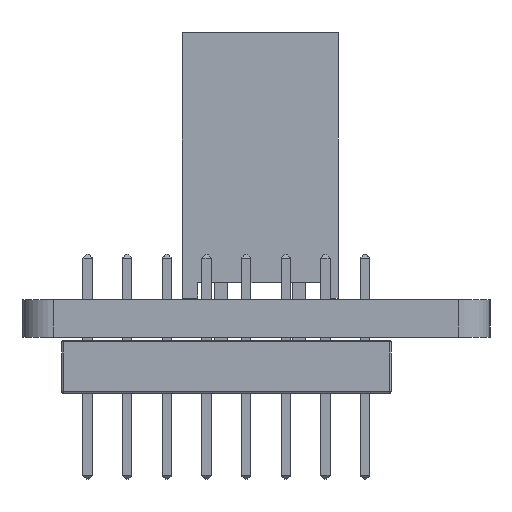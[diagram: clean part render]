
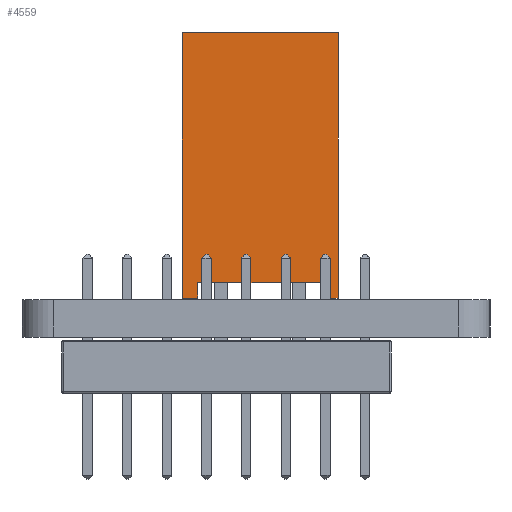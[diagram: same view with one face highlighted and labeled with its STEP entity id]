
A CAD part, left-side view. The second image highlights one B-rep face of the part: STEP entity #4559.
In plain terms, the highlighted planar face has unit normal (-1, 0, 0).
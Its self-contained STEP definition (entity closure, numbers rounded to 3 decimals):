
#439 = EDGE_CURVE ( 'NONE', #40395, #38738, #25643, .T. ) ;
#906 = DIRECTION ( 'NONE',  ( 0., 0., 1. ) ) ;
#1231 = LINE ( 'NONE', #24384, #29049 ) ;
#3998 = DIRECTION ( 'NONE',  ( 0., 0., 1. ) ) ;
#4559 = ADVANCED_FACE ( 'NONE', ( #16645 ), #26546, .F. ) ;
#5486 = VECTOR ( 'NONE', #25924, 1000. ) ;
#6570 = ORIENTED_EDGE ( 'NONE', *, *, #439, .F. ) ;
#8349 = VERTEX_POINT ( 'NONE', #33557 ) ;
#8897 = VECTOR ( 'NONE', #33177, 1000. ) ;
#9252 = DIRECTION ( 'NONE',  ( 0., 1., 0. ) ) ;
#10289 = CARTESIAN_POINT ( 'NONE',  ( -10.44, -5.13, 8.55 ) ) ;
#10514 = LINE ( 'NONE', #20897, #13922 ) ;
#11021 = ORIENTED_EDGE ( 'NONE', *, *, #37432, .T. ) ;
#11090 = CARTESIAN_POINT ( 'NONE',  ( -10.44, -10.13, 8.55 ) ) ;
#11328 = EDGE_CURVE ( 'NONE', #42653, #14417, #1231, .T. ) ;
#12072 = ORIENTED_EDGE ( 'NONE', *, *, #40765, .F. ) ;
#12749 = LINE ( 'NONE', #36079, #5486 ) ;
#13187 = ORIENTED_EDGE ( 'NONE', *, *, #24878, .F. ) ;
#13922 = VECTOR ( 'NONE', #24115, 1000. ) ;
#14417 = VERTEX_POINT ( 'NONE', #42279 ) ;
#14565 = ORIENTED_EDGE ( 'NONE', *, *, #27905, .F. ) ;
#16645 = FACE_OUTER_BOUND ( 'NONE', #22287, .T. ) ;
#16798 = LINE ( 'NONE', #29951, #20838 ) ;
#17422 = LINE ( 'NONE', #11090, #41895 ) ;
#17429 = LINE ( 'NONE', #30574, #22422 ) ;
#20483 = CARTESIAN_POINT ( 'NONE',  ( -10.44, -9.63, 0.05 ) ) ;
#20838 = VECTOR ( 'NONE', #33372, 1000. ) ;
#20897 = CARTESIAN_POINT ( 'NONE',  ( -10.44, -5.63, 0.05 ) ) ;
#21022 = EDGE_CURVE ( 'NONE', #38738, #8349, #17422, .T. ) ;
#21268 = DIRECTION ( 'NONE',  ( 0., 0., -1. ) ) ;
#22287 = EDGE_LOOP ( 'NONE', ( #14565, #30472, #6570, #12072, #13187, #11021, #34703, #33853 ) ) ;
#22422 = VECTOR ( 'NONE', #906, 1000. ) ;
#23014 = CARTESIAN_POINT ( 'NONE',  ( -10.44, -5.13, 0.05 ) ) ;
#23888 = EDGE_CURVE ( 'NONE', #31658, #42653, #36899, .T. ) ;
#24115 = DIRECTION ( 'NONE',  ( 0., 0., 1. ) ) ;
#24384 = CARTESIAN_POINT ( 'NONE',  ( -10.44, -9.63, 0.55 ) ) ;
#24602 = DIRECTION ( 'NONE',  ( 0., 1., 0. ) ) ;
#24878 = EDGE_CURVE ( 'NONE', #26763, #35859, #16798, .T. ) ;
#25643 = LINE ( 'NONE', #26071, #8897 ) ;
#25924 = DIRECTION ( 'NONE',  ( 0., 1., 0. ) ) ;
#26071 = CARTESIAN_POINT ( 'NONE',  ( -10.44, -5.13, 8.55 ) ) ;
#26546 = PLANE ( 'NONE',  #39106 ) ;
#26763 = VERTEX_POINT ( 'NONE', #29472 ) ;
#27238 = VECTOR ( 'NONE', #3998, 1000. ) ;
#27905 = EDGE_CURVE ( 'NONE', #8349, #31658, #12749, .T. ) ;
#29049 = VECTOR ( 'NONE', #24602, 1000. ) ;
#29472 = CARTESIAN_POINT ( 'NONE',  ( -10.44, -5.63, 0.05 ) ) ;
#29951 = CARTESIAN_POINT ( 'NONE',  ( -10.44, -5.63, 0.05 ) ) ;
#30472 = ORIENTED_EDGE ( 'NONE', *, *, #21022, .F. ) ;
#30574 = CARTESIAN_POINT ( 'NONE',  ( -10.44, -5.13, 0.05 ) ) ;
#31658 = VERTEX_POINT ( 'NONE', #41363 ) ;
#33177 = DIRECTION ( 'NONE',  ( 0., -1., 0. ) ) ;
#33372 = DIRECTION ( 'NONE',  ( 0., 1., 0. ) ) ;
#33557 = CARTESIAN_POINT ( 'NONE',  ( -10.44, -10.13, 0.05 ) ) ;
#33853 = ORIENTED_EDGE ( 'NONE', *, *, #23888, .F. ) ;
#34703 = ORIENTED_EDGE ( 'NONE', *, *, #11328, .F. ) ;
#35859 = VERTEX_POINT ( 'NONE', #23014 ) ;
#36069 = DIRECTION ( 'NONE',  ( 1., 0., 0. ) ) ;
#36079 = CARTESIAN_POINT ( 'NONE',  ( -10.44, -10.13, 0.05 ) ) ;
#36899 = LINE ( 'NONE', #20483, #27238 ) ;
#37432 = EDGE_CURVE ( 'NONE', #26763, #14417, #10514, .T. ) ;
#37833 = CARTESIAN_POINT ( 'NONE',  ( -10.44, -10.13, 8.55 ) ) ;
#38738 = VERTEX_POINT ( 'NONE', #37833 ) ;
#38894 = CARTESIAN_POINT ( 'NONE',  ( -10.44, -7.63, 0.05 ) ) ;
#39106 = AXIS2_PLACEMENT_3D ( 'NONE', #38894, #36069, #9252 ) ;
#39258 = CARTESIAN_POINT ( 'NONE',  ( -10.44, -9.63, 0.55 ) ) ;
#40395 = VERTEX_POINT ( 'NONE', #10289 ) ;
#40765 = EDGE_CURVE ( 'NONE', #35859, #40395, #17429, .T. ) ;
#41363 = CARTESIAN_POINT ( 'NONE',  ( -10.44, -9.63, 0.05 ) ) ;
#41895 = VECTOR ( 'NONE', #21268, 1000. ) ;
#42279 = CARTESIAN_POINT ( 'NONE',  ( -10.44, -5.63, 0.55 ) ) ;
#42653 = VERTEX_POINT ( 'NONE', #39258 ) ;
